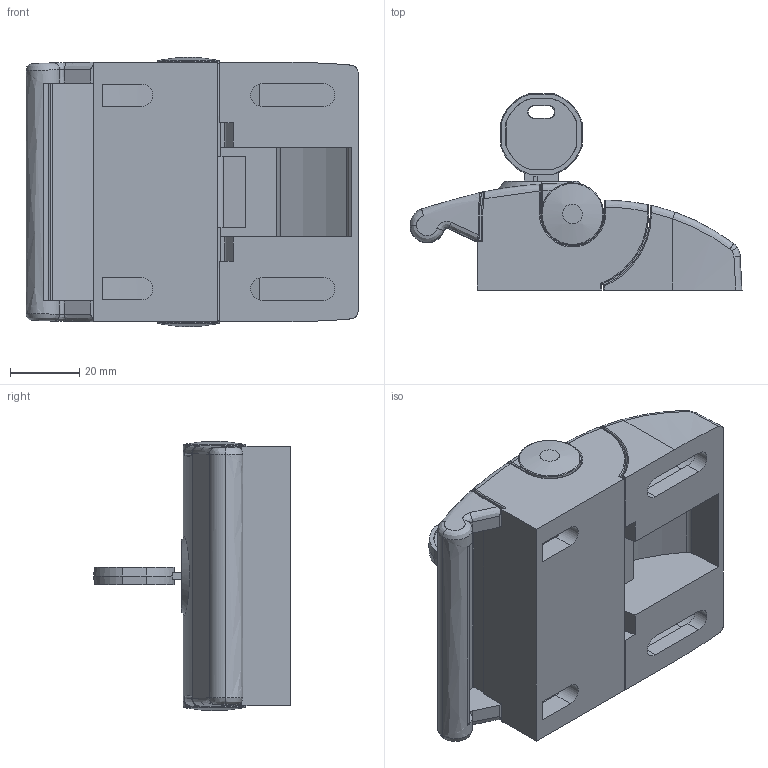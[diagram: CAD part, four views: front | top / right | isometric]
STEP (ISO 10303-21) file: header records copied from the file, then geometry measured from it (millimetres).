
FILE_DESCRIPTION (( 'STEP AP214' ), '1' );
FILE_NAME ('7330024', '2019-02-01T14:36:58', ( '' ), ('JUGARD+KÜNSTNER GmbH'), 'SwSTEP 2.0', 'SolidWorks 2017', '' );
FILE_SCHEMA (( 'AUTOMOTIVE_DESIGN' ));
Length unit declared in the file: millimetre
Products named in the file (6): 7330024_CNAJF00; Kopie von Falle_5^7330024; Kopie von Wippe_5^7330024; Kopie von Riegel_5^7330024; Kopie von Korpus_5^7330024; Kopie von Schl_X2_00FC_X0_ssel_4^7330024
Assembly tree (5 placements, depth 2):
  7330024_CNAJF00
    Kopie von Korpus_5^7330024
    Kopie von Falle_5^7330024
    Kopie von Riegel_5^7330024
    Kopie von Wippe_5^7330024
    Kopie von Schl_X2_00FC_X0_ssel_4^7330024
Bounding box: 96.01 x 56.9 x 77.81 mm (x, y, z)
Volume: 95432.1 mm3; surface area: 53879.9 mm2
Topology: 5 solids, 5 shells, 474 faces, 1271 edges, 806 vertices
Faces by surface type: plane 211, bspline 139, cylinder 97, cone 27
Entity records: 21329 total; most frequent: CARTESIAN_POINT 9724, ORIENTED_EDGE 2534, DIRECTION 1828, EDGE_CURVE 1267, VERTEX_POINT 806, VECTOR 680, LINE 680, AXIS2_PLACEMENT_3D 574
